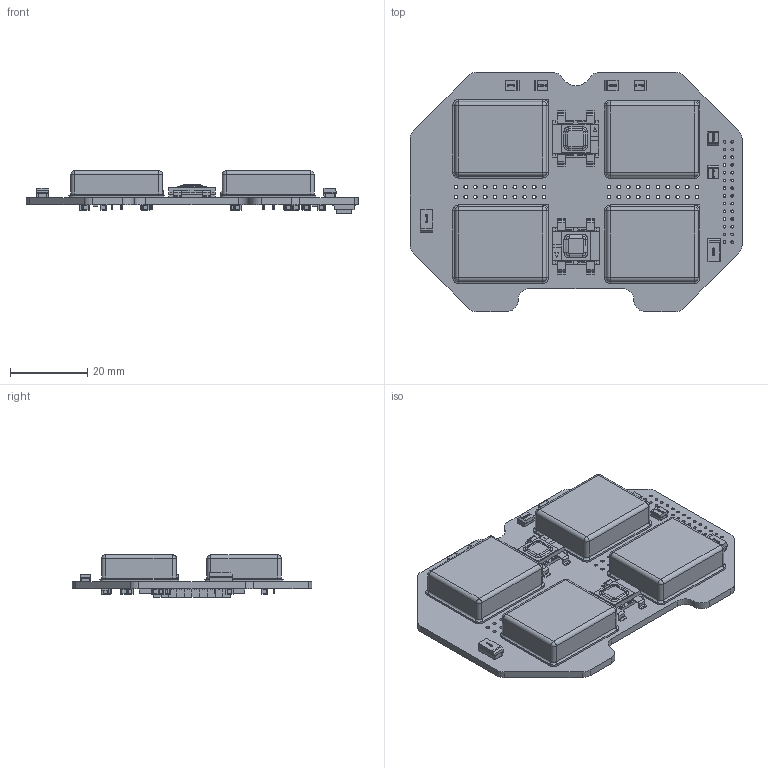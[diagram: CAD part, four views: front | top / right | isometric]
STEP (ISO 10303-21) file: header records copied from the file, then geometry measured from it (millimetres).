
FILE_DESCRIPTION(('Open CASCADE Model'),'2;1');
FILE_NAME('Open CASCADE Shape Model','2023-10-18T12:27:59',('Author'),( 'Open CASCADE'),'Open CASCADE STEP processor 7.5','Open CASCADE 7.5' ,'Unknown');
FILE_SCHEMA(('AUTOMOTIVE_DESIGN { 1 0 10303 214 1 1 1 1 }'));
Length unit declared in the file: millimetre
Products named in the file (51): PCB; Board; Open CASCADE STEP translator 7.5 1.1.1; C24; SMD_C0805; C23; R2; SMD_RLC_0805; User Library-R SMD 0805_0805 BODY; User Library-R SMD 0805_0805 PAD; User Library-R SMD 0805_0805 OPIS; R3; U4; SLH2805; C22; C21; C20; C19; U3; C2; SMD_CaseB_3528-21; C5; SMD_CaseC_6032-28; U1; C16; C11; R1; X5; 6716493792; Extruded; X2; U2; C14; C8; C15; C18; C4; C13; C6; C10 ...
Assembly tree (79 placements, depth 4):
  PCB
    Board
      Open CASCADE STEP translator 7.5 1.1.1
    C24
      SMD_C0805
    C23
      SMD_C0805
    R2
      SMD_RLC_0805
        User Library-R SMD 0805_0805 BODY
        User Library-R SMD 0805_0805 PAD  x2
        User Library-R SMD 0805_0805 OPIS
    R3
      SMD_RLC_0805
        User Library-R SMD 0805_0805 BODY
        User Library-R SMD 0805_0805 PAD  x2
        User Library-R SMD 0805_0805 OPIS
    U4
      SLH2805
    C22
      SMD_C0805
    C21
      SMD_C0805
    C20
      SMD_C0805
    C19
      SMD_C0805
    U3
      SLH2805
    C2
      SMD_CaseB_3528-21
    C5
      SMD_CaseC_6032-28
    U1
      SLH2805
    C16
      SMD_CaseB_3528-21
    C11
      SMD_CaseB_3528-21
    R1
      SMD_RLC_0805
        User Library-R SMD 0805_0805 BODY
        User Library-R SMD 0805_0805 PAD  x2
        User Library-R SMD 0805_0805 OPIS
    X5
      6716493792
        Extruded
    X2
      6716493792
        Extruded
    U2
      SLH2805
    C14
      SMD_CaseC_6032-28
    C8
      SMD_C0805
    C15
      SMD_C0805
    C18
      SMD_CaseB_3528-21
Bounding box: 86 x 62 x 10.91 mm (x, y, z)
Volume: 22275.4 mm3; surface area: 18797.8 mm2
Topology: 125 solids, 125 shells, 3240 faces, 8008 edges, 5008 vertices
Faces by surface type: plane 1518, bspline 923, cylinder 639, sphere 144, torus 16
Full cylindrical faces by diameter (mm): 0.7 x28, 0.9 x68
Entity records: 54636 total; most frequent: CARTESIAN_POINT 25670, ORIENTED_EDGE 5446, DIRECTION 4132, EDGE_CURVE 2723, VERTEX_POINT 1758, LINE 1604, VECTOR 1604, FACE_BOUND 1363
